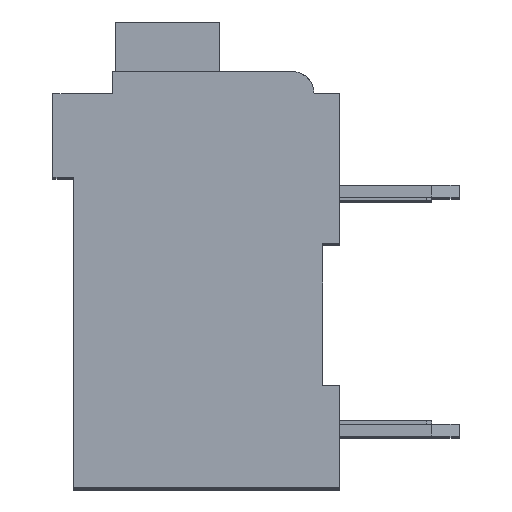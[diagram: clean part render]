
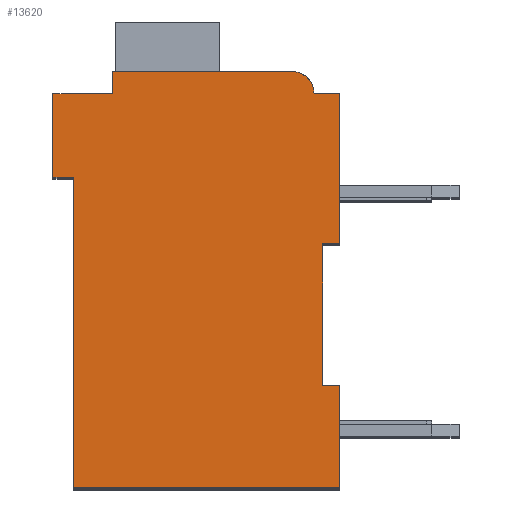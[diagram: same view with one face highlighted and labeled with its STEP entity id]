
A CAD part, top view. The second image highlights one B-rep face of the part: STEP entity #13620.
In plain terms, the highlighted planar face has unit normal (0, 0, 1).
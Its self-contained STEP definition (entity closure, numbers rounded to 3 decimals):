
#1554=DIRECTION('',(1.,0.,0.));
#1555=VECTOR('',#1554,0.5);
#1556=CARTESIAN_POINT('',(7.3,7.15,2.1));
#1557=LINE('',#1556,#1555);
#1558=DIRECTION('',(0.,1.,0.));
#1559=VECTOR('',#1558,4.15);
#1560=CARTESIAN_POINT('',(7.3,3.,2.1));
#1561=LINE('',#1560,#1559);
#1562=DIRECTION('',(-1.,0.,0.));
#1563=VECTOR('',#1562,0.5);
#1564=CARTESIAN_POINT('',(7.8,3.,2.1));
#1565=LINE('',#1564,#1563);
#1566=DIRECTION('',(0.,1.,0.));
#1567=VECTOR('',#1566,3.);
#1568=CARTESIAN_POINT('',(7.8,0.,2.1));
#1569=LINE('',#1568,#1567);
#1570=DIRECTION('',(1.,0.,0.));
#1571=VECTOR('',#1570,7.8);
#1572=CARTESIAN_POINT('',(0.,0.,2.1));
#1573=LINE('',#1572,#1571);
#1574=DIRECTION('',(0.,-1.,0.));
#1575=VECTOR('',#1574,9.1);
#1576=CARTESIAN_POINT('',(0.,9.1,2.1));
#1577=LINE('',#1576,#1575);
#1578=DIRECTION('',(1.,0.,0.));
#1579=VECTOR('',#1578,0.6);
#1580=CARTESIAN_POINT('',(-0.6,9.1,2.1));
#1581=LINE('',#1580,#1579);
#1582=DIRECTION('',(0.,-1.,0.));
#1583=VECTOR('',#1582,2.45);
#1584=CARTESIAN_POINT('',(-0.6,11.55,2.1));
#1585=LINE('',#1584,#1583);
#1586=DIRECTION('',(-1.,0.,0.));
#1587=VECTOR('',#1586,1.75);
#1588=CARTESIAN_POINT('',(1.15,11.55,2.1));
#1589=LINE('',#1588,#1587);
#1590=DIRECTION('',(0.,-1.,0.));
#1591=VECTOR('',#1590,0.65);
#1592=CARTESIAN_POINT('',(1.15,12.2,2.1));
#1593=LINE('',#1592,#1591);
#1594=DIRECTION('',(-1.,0.,0.));
#1595=VECTOR('',#1594,5.25);
#1596=CARTESIAN_POINT('',(6.4,12.2,2.1));
#1597=LINE('',#1596,#1595);
#1598=CARTESIAN_POINT('',(6.4,11.55,2.1));
#1599=DIRECTION('',(0.,0.,1.));
#1600=DIRECTION('',(1.,0.,0.));
#1601=AXIS2_PLACEMENT_3D('',#1598,#1599,#1600);
#1603=DIRECTION('',(-1.,0.,0.));
#1604=VECTOR('',#1603,0.75);
#1605=CARTESIAN_POINT('',(7.8,11.55,2.1));
#1606=LINE('',#1605,#1604);
#1607=DIRECTION('',(0.,1.,0.));
#1608=VECTOR('',#1607,4.4);
#1609=CARTESIAN_POINT('',(7.8,7.15,2.1));
#1610=LINE('',#1609,#1608);
#9411=CARTESIAN_POINT('',(7.3,7.15,2.1));
#9412=CARTESIAN_POINT('',(7.8,7.15,2.1));
#9413=VERTEX_POINT('',#9411);
#9414=VERTEX_POINT('',#9412);
#9415=CARTESIAN_POINT('',(7.8,11.55,2.1));
#9416=VERTEX_POINT('',#9415);
#9417=CARTESIAN_POINT('',(7.05,11.55,2.1));
#9418=VERTEX_POINT('',#9417);
#9419=CARTESIAN_POINT('',(6.4,12.2,2.1));
#9420=VERTEX_POINT('',#9419);
#9421=CARTESIAN_POINT('',(1.15,12.2,2.1));
#9422=VERTEX_POINT('',#9421);
#9423=CARTESIAN_POINT('',(1.15,11.55,2.1));
#9424=VERTEX_POINT('',#9423);
#9425=CARTESIAN_POINT('',(-0.6,11.55,2.1));
#9426=VERTEX_POINT('',#9425);
#9427=CARTESIAN_POINT('',(-0.6,9.1,2.1));
#9428=VERTEX_POINT('',#9427);
#9429=CARTESIAN_POINT('',(0.,9.1,2.1));
#9430=VERTEX_POINT('',#9429);
#9431=CARTESIAN_POINT('',(0.,0.,2.1));
#9432=VERTEX_POINT('',#9431);
#9433=CARTESIAN_POINT('',(7.8,0.,2.1));
#9434=VERTEX_POINT('',#9433);
#9435=CARTESIAN_POINT('',(7.8,3.,2.1));
#9436=VERTEX_POINT('',#9435);
#9437=CARTESIAN_POINT('',(7.3,3.,2.1));
#9438=VERTEX_POINT('',#9437);
#13590=CARTESIAN_POINT('',(0.,0.,2.1));
#13591=DIRECTION('',(0.,0.,1.));
#13592=DIRECTION('',(1.,0.,0.));
#13593=AXIS2_PLACEMENT_3D('',#13590,#13591,#13592);
#13594=PLANE('',#13593);
#13595=ORIENTED_EDGE('',*,*,#12364,.F.);
#13596=ORIENTED_EDGE('',*,*,#12857,.F.);
#13598=ORIENTED_EDGE('',*,*,#13597,.F.);
#13600=ORIENTED_EDGE('',*,*,#13599,.F.);
#13601=ORIENTED_EDGE('',*,*,#13337,.F.);
#13602=ORIENTED_EDGE('',*,*,#13246,.F.);
#13604=ORIENTED_EDGE('',*,*,#13603,.F.);
#13606=ORIENTED_EDGE('',*,*,#13605,.F.);
#13608=ORIENTED_EDGE('',*,*,#13607,.F.);
#13610=ORIENTED_EDGE('',*,*,#13609,.F.);
#13612=ORIENTED_EDGE('',*,*,#13611,.F.);
#13614=ORIENTED_EDGE('',*,*,#13613,.F.);
#13616=ORIENTED_EDGE('',*,*,#13615,.F.);
#13617=ORIENTED_EDGE('',*,*,#12633,.F.);
#13618=EDGE_LOOP('',(#13595,#13596,#13598,#13600,#13601,#13602,#13604,#13606,
#13608,#13610,#13612,#13614,#13616,#13617));
#13619=FACE_OUTER_BOUND('',#13618,.F.);
#1602=CIRCLE('',#1601,0.65);
#12364=EDGE_CURVE('',#9413,#9414,#1557,.T.);
#12633=EDGE_CURVE('',#9414,#9416,#1610,.T.);
#12857=EDGE_CURVE('',#9438,#9413,#1561,.T.);
#13246=EDGE_CURVE('',#9430,#9432,#1577,.T.);
#13337=EDGE_CURVE('',#9432,#9434,#1573,.T.);
#13597=EDGE_CURVE('',#9436,#9438,#1565,.T.);
#13599=EDGE_CURVE('',#9434,#9436,#1569,.T.);
#13603=EDGE_CURVE('',#9428,#9430,#1581,.T.);
#13605=EDGE_CURVE('',#9426,#9428,#1585,.T.);
#13607=EDGE_CURVE('',#9424,#9426,#1589,.T.);
#13609=EDGE_CURVE('',#9422,#9424,#1593,.T.);
#13611=EDGE_CURVE('',#9420,#9422,#1597,.T.);
#13613=EDGE_CURVE('',#9418,#9420,#1602,.T.);
#13615=EDGE_CURVE('',#9416,#9418,#1606,.T.);
#13620=ADVANCED_FACE('',(#13619),#13594,.T.);
